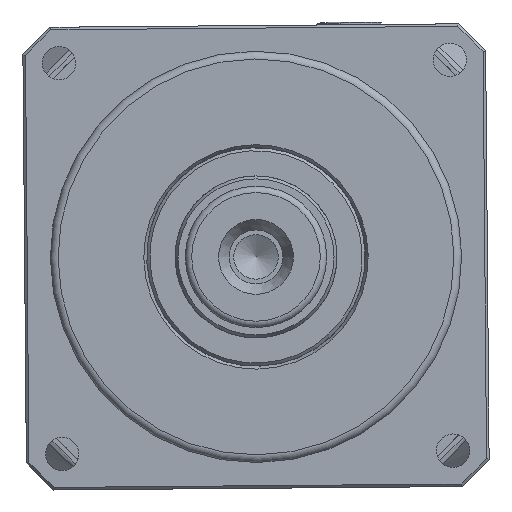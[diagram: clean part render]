
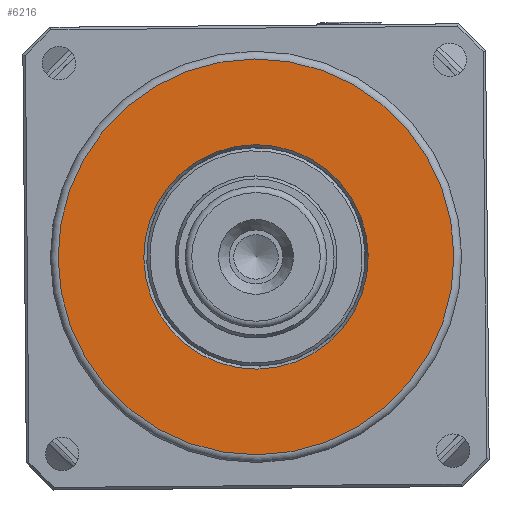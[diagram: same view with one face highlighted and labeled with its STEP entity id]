
A CAD part, left-side view. The second image highlights one B-rep face of the part: STEP entity #6216.
In plain terms, the highlighted planar face has unit normal (-1, 0, 0).
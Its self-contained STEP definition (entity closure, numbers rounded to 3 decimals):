
#999=PLANE('',#6844);
#1165=FACE_BOUND('',#1988,.T.);
#1492=FACE_OUTER_BOUND('',#1987,.T.);
#1987=EDGE_LOOP('',(#4924));
#1988=EDGE_LOOP('',(#4925));
#2471=CIRCLE('',#6799,43.655);
#2486=CIRCLE('',#6845,77.);
#2952=VERTEX_POINT('',#10163);
#2977=VERTEX_POINT('',#10321);
#3632=EDGE_CURVE('',#2952,#2952,#2471,.T.);
#3686=EDGE_CURVE('',#2977,#2977,#2486,.T.);
#4924=ORIENTED_EDGE('',*,*,#3686,.F.);
#4925=ORIENTED_EDGE('',*,*,#3632,.F.);
#6216=ADVANCED_FACE('',(#1492,#1165),#999,.F.);
#6799=AXIS2_PLACEMENT_3D('',#10164,#8119,#8120);
#6844=AXIS2_PLACEMENT_3D('',#10320,#8232,#8233);
#6845=AXIS2_PLACEMENT_3D('',#10322,#8234,#8235);
#8119=DIRECTION('center_axis',(-1.,0.,0.));
#8120=DIRECTION('ref_axis',(0.,-0.008,
-1.));
#8232=DIRECTION('center_axis',(1.,0.,0.));
#8233=DIRECTION('ref_axis',(0.,-0.008,-1.));
#8234=DIRECTION('center_axis',(1.,0.,0.));
#8235=DIRECTION('ref_axis',(0.,-0.008,
-1.));
#10163=CARTESIAN_POINT('',(-179.697,-153.069,92.846));
#10164=CARTESIAN_POINT('Origin',(-179.697,-153.436,49.193));
#10320=CARTESIAN_POINT('Origin',(-179.697,-153.436,49.193));
#10321=CARTESIAN_POINT('',(-179.697,-152.788,126.19));
#10322=CARTESIAN_POINT('Origin',(-179.697,-153.436,49.193));
